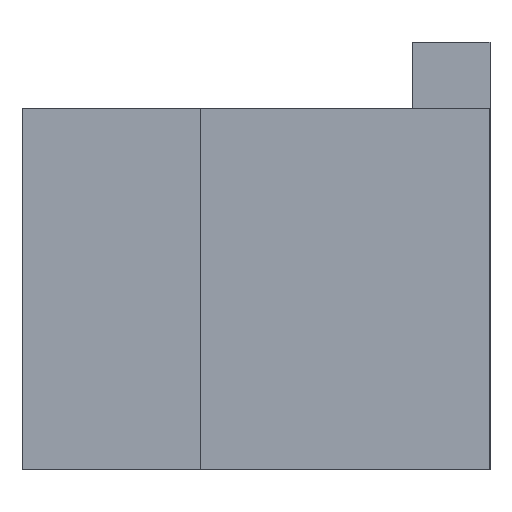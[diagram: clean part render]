
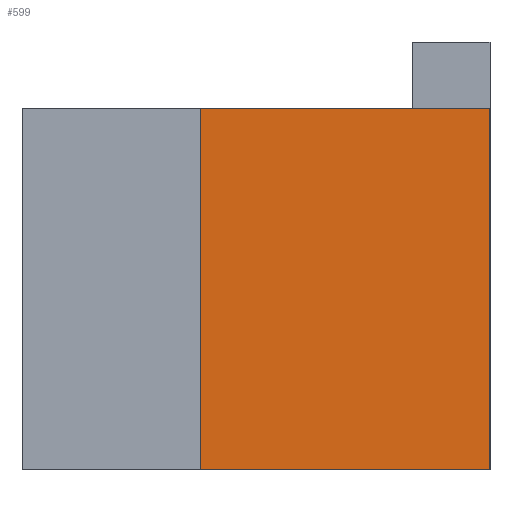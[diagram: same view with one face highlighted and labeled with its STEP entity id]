
A CAD part, left-side view. The second image highlights one B-rep face of the part: STEP entity #599.
In plain terms, the highlighted planar face has unit normal (-1, 0, 0).
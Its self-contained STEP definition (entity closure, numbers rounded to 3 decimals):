
#2 = EDGE_LOOP ( 'NONE', ( #441, #15, #214, #80 ) ) ;
#7 = VECTOR ( 'NONE', #600, 1000. ) ;
#11 = LINE ( 'NONE', #577, #325 ) ;
#15 = ORIENTED_EDGE ( 'NONE', *, *, #167, .T. ) ;
#23 = AXIS2_PLACEMENT_3D ( 'NONE', #570, #150, #445 ) ;
#56 = VERTEX_POINT ( 'NONE', #369 ) ;
#80 = ORIENTED_EDGE ( 'NONE', *, *, #617, .F. ) ;
#92 = EDGE_CURVE ( 'NONE', #56, #538, #563, .T. ) ;
#130 = VERTEX_POINT ( 'NONE', #185 ) ;
#145 = CARTESIAN_POINT ( 'NONE',  ( -13.909, 0., 5.045 ) ) ;
#150 = DIRECTION ( 'NONE',  ( 1., 0., 0. ) ) ;
#167 = EDGE_CURVE ( 'NONE', #538, #130, #170, .T. ) ;
#170 = LINE ( 'NONE', #491, #186 ) ;
#177 = LINE ( 'NONE', #270, #7 ) ;
#185 = CARTESIAN_POINT ( 'NONE',  ( -13.909, 0., -11.182 ) ) ;
#186 = VECTOR ( 'NONE', #454, 1000. ) ;
#198 = DIRECTION ( 'NONE',  ( 0., -1., 0. ) ) ;
#214 = ORIENTED_EDGE ( 'NONE', *, *, #423, .T. ) ;
#270 = CARTESIAN_POINT ( 'NONE',  ( -13.909, 0., 5.045 ) ) ;
#323 = DIRECTION ( 'NONE',  ( 0., 0., -1. ) ) ;
#325 = VECTOR ( 'NONE', #198, 1000. ) ;
#369 = CARTESIAN_POINT ( 'NONE',  ( -13.909, 13.01, 5.045 ) ) ;
#400 = PLANE ( 'NONE',  #23 ) ;
#423 = EDGE_CURVE ( 'NONE', #130, #590, #177, .T. ) ;
#424 = CARTESIAN_POINT ( 'NONE',  ( -13.909, 13.01, -11.182 ) ) ;
#441 = ORIENTED_EDGE ( 'NONE', *, *, #92, .T. ) ;
#445 = DIRECTION ( 'NONE',  ( 0., 0., -1. ) ) ;
#454 = DIRECTION ( 'NONE',  ( 0., -1., 0. ) ) ;
#491 = CARTESIAN_POINT ( 'NONE',  ( -13.909, 74.941, -11.182 ) ) ;
#499 = VECTOR ( 'NONE', #323, 1000. ) ;
#516 = CARTESIAN_POINT ( 'NONE',  ( -13.909, 13.01, -11.182 ) ) ;
#517 = FACE_OUTER_BOUND ( 'NONE', #2, .T. ) ;
#538 = VERTEX_POINT ( 'NONE', #516 ) ;
#563 = LINE ( 'NONE', #424, #499 ) ;
#570 = CARTESIAN_POINT ( 'NONE',  ( -13.909, 74.941, 5.045 ) ) ;
#577 = CARTESIAN_POINT ( 'NONE',  ( -13.909, 74.941, 5.045 ) ) ;
#590 = VERTEX_POINT ( 'NONE', #145 ) ;
#599 = ADVANCED_FACE ( 'NONE', ( #517 ), #400, .F. ) ;
#600 = DIRECTION ( 'NONE',  ( 0., 0., 1. ) ) ;
#617 = EDGE_CURVE ( 'NONE', #56, #590, #11, .T. ) ;
